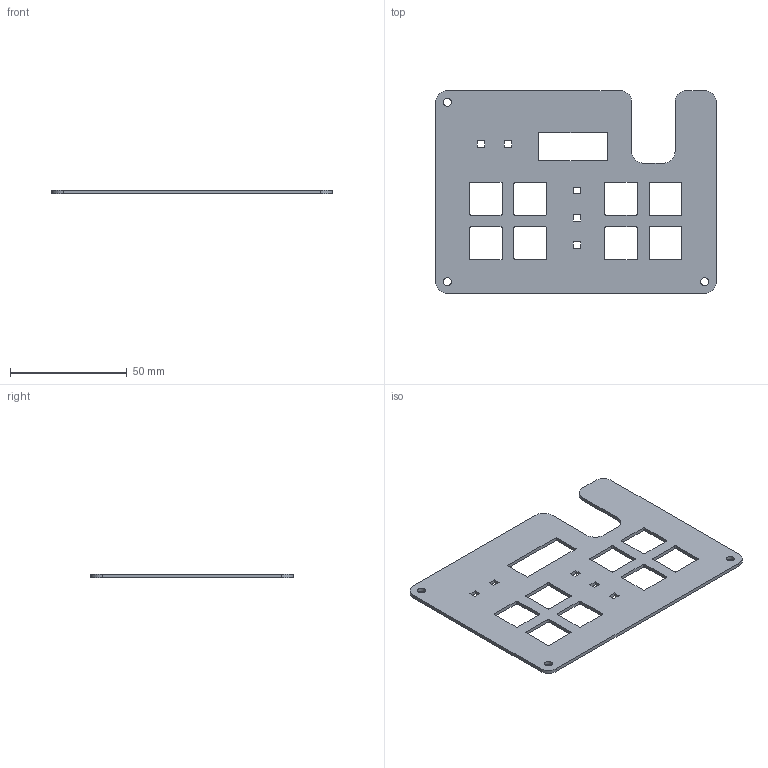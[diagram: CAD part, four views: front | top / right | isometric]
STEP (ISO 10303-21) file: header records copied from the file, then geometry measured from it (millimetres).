
FILE_DESCRIPTION(/* description */ (''),/* implementation_level */ '2;1');
FILE_NAME(/* name */ 'RenPad Top.step.step',/* time_stamp */ '2026-02-18T16:34:09+05:30',/* author */ (''),/* organization */ (''),/* preprocessor_version */ 'ST-DEVELOPER v20.1',/* originating_system */ 'Autodesk Translation Framework v14.24.0.0',/* authorisation */ '');
FILE_SCHEMA (('AUTOMOTIVE_DESIGN { 1 0 10303 214 3 1 1 }'));
Length unit declared in the file: millimetre
Products named in the file (1): 2026-02-18-14-02-14-695
Bounding box: 120.01 x 86.67 x 1.5 mm (x, y, z)
Volume: 11720.7 mm3; surface area: 17240.3 mm2
Topology: 1 solids, 1 shells, 109 faces, 321 edges, 214 vertices
Faces by surface type: plane 66, cylinder 43
Full cylindrical faces by diameter (mm): 3.4 x3
Entity records: 3742 total; most frequent: CARTESIAN_POINT 645, ORIENTED_EDGE 642, DIRECTION 627, EDGE_CURVE 321, LINE 235, VECTOR 235, VERTEX_POINT 214, AXIS2_PLACEMENT_3D 196
